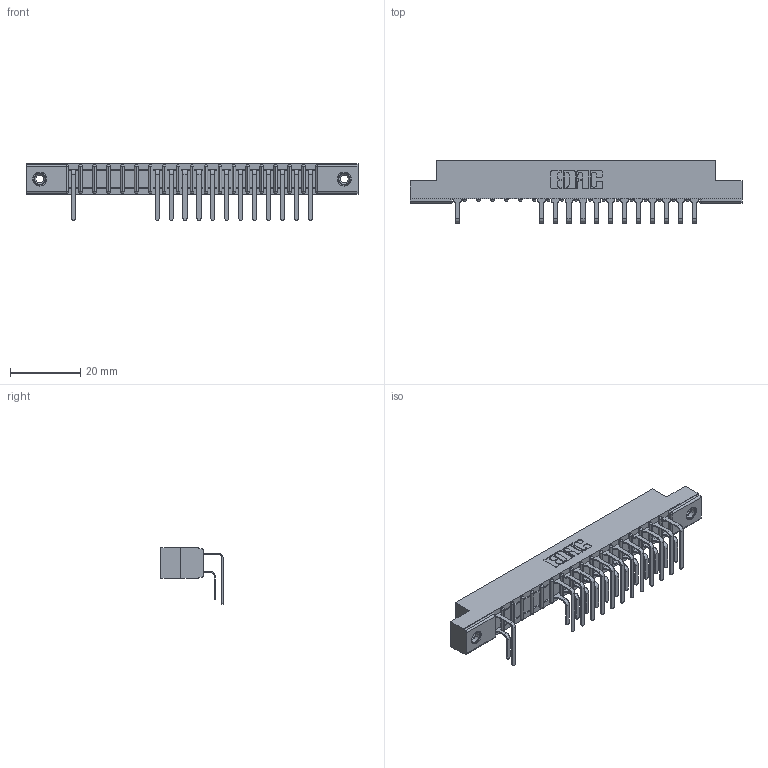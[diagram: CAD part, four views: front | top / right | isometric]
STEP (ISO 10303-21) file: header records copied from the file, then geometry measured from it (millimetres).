
FILE_DESCRIPTION (( 'STEP AP203' ), '1' );
FILE_NAME ('357-018-559-108.STEP', '2018-08-08T04:47:07', ( '' ), ( '' ), 'SwSTEP 2.0', 'SolidWorks 2016', '' );
FILE_SCHEMA (( 'CONFIG_CONTROL_DESIGN' ));
Length unit declared in the file: inch
Products named in the file (5): 307 Part_.156 Dia Mounting Holes; 307-290-001_558 559 - 1 (Single); 307-290-001_559 - 2 (Single); 345-250-001_345-250-003-102; 357-018-559-108
Assembly tree (29 placements, depth 2):
  357-018-559-108
    307 Part_.156 Dia Mounting Holes
    307-290-001_558 559 - 1 (Single)  x13
    307-290-001_559 - 2 (Single)  x13
    345-250-001_345-250-003-102  x2
Bounding box: 94.34 x 17.69 x 16.08 mm (x, y, z)
Volume: 5945.9 mm3; surface area: 10557.5 mm2
Topology: 16 solids, 29 shells, 1597 faces, 4471 edges, 2873 vertices
Faces by surface type: plane 1020, cylinder 523, sphere 38, cone 12, torus 4
Entity records: 21278 total; most frequent: CARTESIAN_POINT 3517, ORIENTED_EDGE 3486, DIRECTION 3453, EDGE_CURVE 1743, VECTOR 1325, LINE 1325, VERTEX_POINT 1128, AXIS2_PLACEMENT_3D 1064
